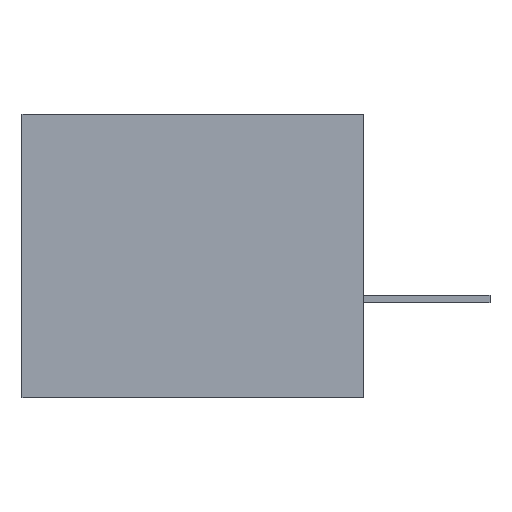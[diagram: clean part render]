
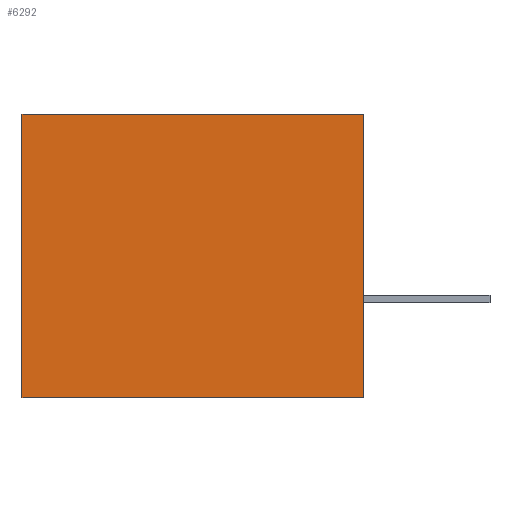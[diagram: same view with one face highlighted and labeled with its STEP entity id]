
A CAD part, left-side view. The second image highlights one B-rep face of the part: STEP entity #6292.
In plain terms, the highlighted planar face has unit normal (-1, 0, 0).
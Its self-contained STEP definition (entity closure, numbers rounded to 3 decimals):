
#519=PLANE('',#6800);
#853=FACE_OUTER_BOUND('',#1214,.T.);
#1214=EDGE_LOOP('',(#5736,#5737,#5738,#5739));
#1505=LINE('',#9736,#2199);
#1839=LINE('',#10534,#2533);
#1859=LINE('',#10582,#2553);
#1863=LINE('',#10589,#2557);
#2199=VECTOR('',#7248,1.);
#2533=VECTOR('',#7982,1.);
#2553=VECTOR('',#8032,1.);
#2557=VECTOR('',#8040,1.);
#3005=VERTEX_POINT('',#9733);
#3006=VERTEX_POINT('',#9735);
#3270=VERTEX_POINT('',#10532);
#3283=VERTEX_POINT('',#10581);
#3701=EDGE_CURVE('',#3006,#3005,#1505,.T.);
#4095=EDGE_CURVE('',#3005,#3270,#1839,.T.);
#4115=EDGE_CURVE('',#3006,#3283,#1859,.T.);
#4119=EDGE_CURVE('',#3270,#3283,#1863,.T.);
#5736=ORIENTED_EDGE('',*,*,#3701,.T.);
#5737=ORIENTED_EDGE('',*,*,#4095,.T.);
#5738=ORIENTED_EDGE('',*,*,#4119,.T.);
#5739=ORIENTED_EDGE('',*,*,#4115,.F.);
#6292=ADVANCED_FACE('',(#853),#519,.T.);
#6800=AXIS2_PLACEMENT_3D('',#10591,#8042,#8043);
#7248=DIRECTION('',(0.,1.,0.));
#7982=DIRECTION('',(0.,0.,-1.));
#8032=DIRECTION('',(0.,0.,-1.));
#8040=DIRECTION('',(0.,-1.,0.));
#8042=DIRECTION('center_axis',(-1.,0.,0.));
#8043=DIRECTION('ref_axis',(0.,0.,1.));
#9733=CARTESIAN_POINT('',(-10.9,11.1,4.6));
#9735=CARTESIAN_POINT('',(-10.9,0.,4.6));
#9736=CARTESIAN_POINT('',(-10.9,0.,4.6));
#10532=CARTESIAN_POINT('',(-10.9,11.1,-4.6));
#10534=CARTESIAN_POINT('',(-10.9,11.1,0.));
#10581=CARTESIAN_POINT('',(-10.9,0.,-4.6));
#10582=CARTESIAN_POINT('',(-10.9,0.,0.));
#10589=CARTESIAN_POINT('',(-10.9,0.,-4.6));
#10591=CARTESIAN_POINT('Origin',(-10.9,0.,0.));
